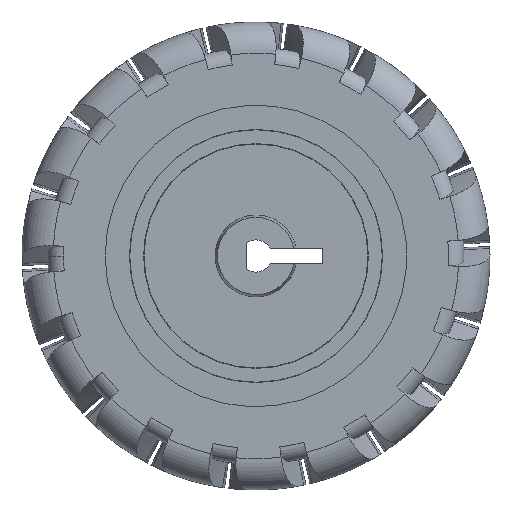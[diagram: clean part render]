
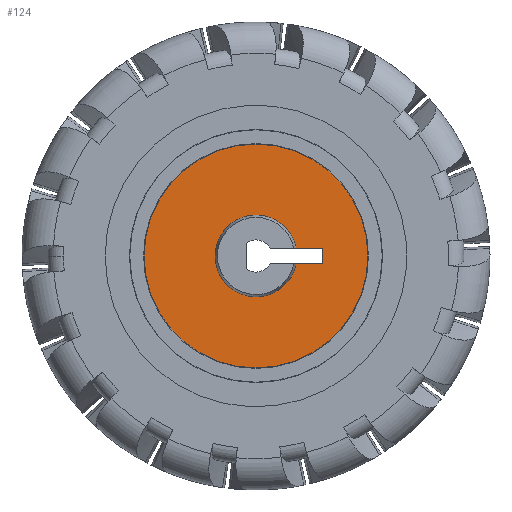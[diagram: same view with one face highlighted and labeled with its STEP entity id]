
A CAD part, front view. The second image highlights one B-rep face of the part: STEP entity #124.
In plain terms, the highlighted planar face has unit normal (0, -1, 0).
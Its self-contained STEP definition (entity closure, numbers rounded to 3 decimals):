
#55=CARTESIAN_POINT('',(77.828,84.7,22.382));
#56=DIRECTION('',(-0.,-1.,0.));
#57=DIRECTION('',(0.,-0.,1.));
#58=AXIS2_PLACEMENT_3D('',#55,#56,#57);
#59=PLANE('',#58);
#60=CARTESIAN_POINT('',(67.,84.7,43.768));
#61=VERTEX_POINT('',#60);
#62=CARTESIAN_POINT('',(77.768,84.7,33.));
#63=VERTEX_POINT('',#62);
#64=CARTESIAN_POINT('',(67.,84.7,33.));
#65=DIRECTION('',(0.,1.,-0.));
#66=DIRECTION('',(1.,-0.,0.));
#67=AXIS2_PLACEMENT_3D('',#64,#65,#66);
#68=CIRCLE('',#67,10.768);
#69=EDGE_CURVE('NONE',#61,#63,#68,.T.);
#70=ORIENTED_EDGE('',*,*,#69,.F.);
#71=CARTESIAN_POINT('',(67.,84.7,33.));
#72=DIRECTION('',(0.,1.,-0.));
#73=DIRECTION('',(1.,-0.,0.));
#74=AXIS2_PLACEMENT_3D('',#71,#72,#73);
#75=CIRCLE('',#74,10.768);
#76=EDGE_CURVE('NONE',#63,#61,#75,.T.);
#77=ORIENTED_EDGE('',*,*,#76,.F.);
#78=EDGE_LOOP('',(#70,#77));
#79=FACE_BOUND('',#78,.T.);
#80=CARTESIAN_POINT('',(70.865,84.7,33.75));
#81=VERTEX_POINT('',#80);
#82=CARTESIAN_POINT('',(73.35,84.7,33.75));
#83=VERTEX_POINT('',#82);
#84=CARTESIAN_POINT('',(70.865,84.7,33.75));
#85=DIRECTION('',(1.,-0.,0.));
#86=VECTOR('',#85,2.485);
#87=LINE('',#84,#86);
#88=EDGE_CURVE('',#81,#83,#87,.T.);
#89=ORIENTED_EDGE('',*,*,#88,.T.);
#90=CARTESIAN_POINT('',(73.35,84.7,32.25));
#91=VERTEX_POINT('',#90);
#92=CARTESIAN_POINT('',(73.35,84.7,33.75));
#93=DIRECTION('',(0.,0.,-1.));
#94=VECTOR('',#93,1.5);
#95=LINE('',#92,#94);
#96=EDGE_CURVE('',#83,#91,#95,.T.);
#97=ORIENTED_EDGE('',*,*,#96,.T.);
#98=CARTESIAN_POINT('',(70.865,84.7,32.25));
#99=VERTEX_POINT('',#98);
#100=CARTESIAN_POINT('',(73.35,84.7,32.25));
#101=DIRECTION('',(-1.,0.,0.));
#102=VECTOR('',#101,2.485);
#103=LINE('',#100,#102);
#104=EDGE_CURVE('',#91,#99,#103,.T.);
#105=ORIENTED_EDGE('',*,*,#104,.T.);
#106=CARTESIAN_POINT('',(67.,84.7,36.937));
#107=VERTEX_POINT('',#106);
#108=CARTESIAN_POINT('',(67.,84.7,33.));
#109=DIRECTION('',(-0.,-1.,0.));
#110=DIRECTION('',(1.,-0.,0.));
#111=AXIS2_PLACEMENT_3D('',#108,#109,#110);
#112=CIRCLE('',#111,3.937);
#113=EDGE_CURVE('NONE',#107,#99,#112,.T.);
#114=ORIENTED_EDGE('',*,*,#113,.F.);
#115=CARTESIAN_POINT('',(67.,84.7,33.));
#116=DIRECTION('',(-0.,-1.,0.));
#117=DIRECTION('',(1.,-0.,0.));
#118=AXIS2_PLACEMENT_3D('',#115,#116,#117);
#119=CIRCLE('',#118,3.937);
#120=EDGE_CURVE('NONE',#81,#107,#119,.T.);
#121=ORIENTED_EDGE('',*,*,#120,.F.);
#122=EDGE_LOOP('',(#89,#97,#105,#114,#121));
#123=FACE_BOUND('',#122,.T.);
#124=ADVANCED_FACE('',(#79,#123),#59,.T.);
